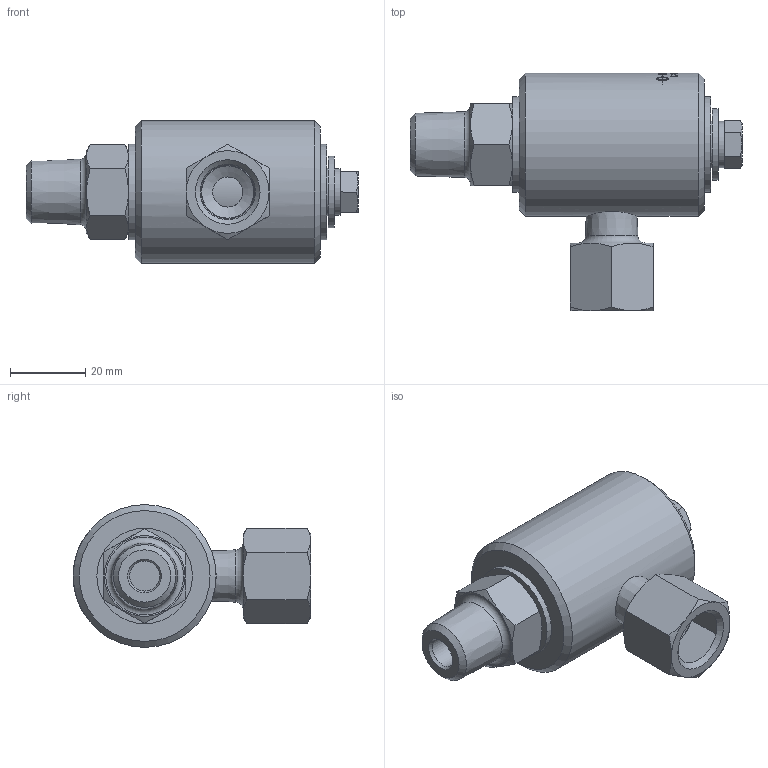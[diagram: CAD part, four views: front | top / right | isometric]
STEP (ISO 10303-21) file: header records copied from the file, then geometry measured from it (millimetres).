
FILE_DESCRIPTION(/* description */ (''),/* implementation_level */ '2;1');
FILE_NAME(/* name */ '17-058-056-IC.stp',/* time_stamp */ '2020-05-21T11:16:04-05:00',/* author */ ('GALINDOLM'),/* organization */ (''),/* preprocessor_version */ 'ST-DEVELOPER v18',/* originating_system */ 'Autodesk Inventor 2020',/* authorisation */ '');
FILE_SCHEMA (('AUTOMOTIVE_DESIGN { 1 0 10303 214 3 1 1 }'));
Products named in the file (1): 17-058-056-IC
Bounding box: 88.32 x 63.2 x 38 mm (x, y, z)
Volume: 69810.7 mm3; surface area: 15279.4 mm2
Topology: 1 solids, 4 shells, 378 faces, 980 edges, 653 vertices
Faces by surface type: bspline 175, plane 116, cylinder 49, cone 35, torus 3
Full cylindrical faces by diameter (mm): 4.978 x1, 6.35 x1, 6.6 x1, 7.1 x1, 8 x2, 12.37 x1, 12.6 x1, 13.889 x1, 13.983 x2, 14.25 x2, 19 x1, 25.4 x2, 38 x1
Entity records: 51015 total; most frequent: CARTESIAN_POINT 42446, ORIENTED_EDGE 1960, DIRECTION 1365, EDGE_CURVE 980, VERTEX_POINT 653, AXIS2_PLACEMENT_3D 513, EDGE_LOOP 427, FACE_OUTER_BOUND 378
